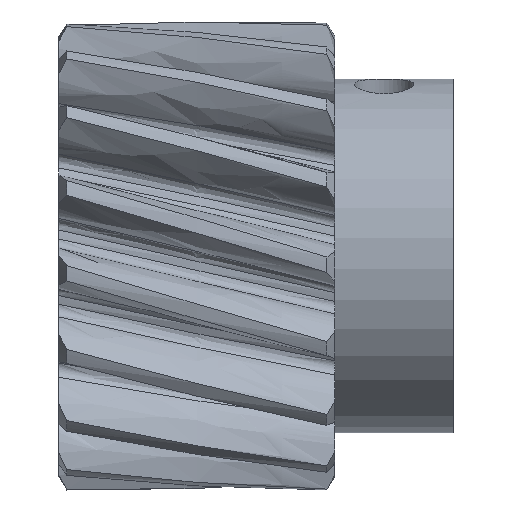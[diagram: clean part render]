
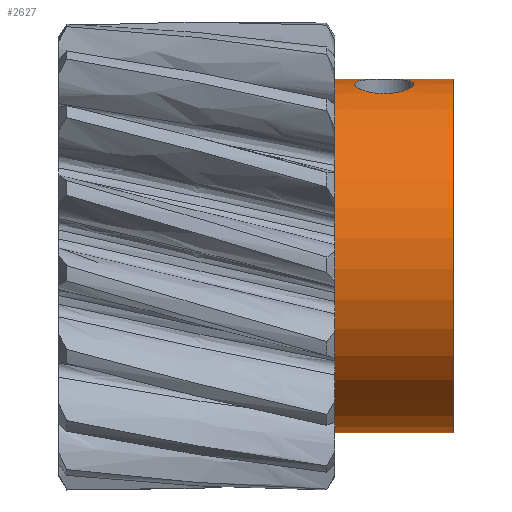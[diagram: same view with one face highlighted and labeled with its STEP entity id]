
A CAD part, front view. The second image highlights one B-rep face of the part: STEP entity #2627.
In plain terms, the highlighted cylindrical face has radius 9 mm (diameter 18 mm), a full revolution.
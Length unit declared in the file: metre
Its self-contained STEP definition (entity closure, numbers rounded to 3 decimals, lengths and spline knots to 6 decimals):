
#277=B_SPLINE_CURVE_WITH_KNOTS('',3,(#3506,#3507,#3508,#3509,#3510,#3511,
#3512,#3513,#3514,#3515,#3516),.UNSPECIFIED.,.T.,.F.,(1,1,1,1,1,1,1,1,1,
1,1,1,1,1,1),(-0.003523,-0.002349,-0.001174,
0.,0.001174,0.002349,0.003523,0.004697,
0.005872,0.007046,0.00822,0.009395,
0.010569,0.011743,0.012918),.UNSPECIFIED.);
#279=B_SPLINE_CURVE_WITH_KNOTS('',3,(#3592,#3593,#3594,#3595,#3596,#3597,
#3598,#3599,#3600,#3601,#3602),.UNSPECIFIED.,.T.,.F.,(1,1,1,1,1,1,1,1,1,
1,1,1,1,1,1),(-0.003523,-0.002349,-0.001174,
0.,0.001174,0.002349,0.003523,0.004697,
0.005872,0.007046,0.00822,0.009395,
0.010569,0.011743,0.012918),.UNSPECIFIED.);
#499=ORIENTED_EDGE('',*,*,#1369,.T.);
#500=ORIENTED_EDGE('',*,*,#1370,.F.);
#501=ORIENTED_EDGE('',*,*,#1340,.F.);
#502=ORIENTED_EDGE('',*,*,#1371,.F.);
#1340=EDGE_CURVE('',#1784,#1784,#277,.F.);
#1369=EDGE_CURVE('',#1805,#1805,#2087,.T.);
#1370=EDGE_CURVE('',#1806,#1806,#2088,.T.);
#1371=EDGE_CURVE('',#1807,#1807,#279,.F.);
#1784=VERTEX_POINT('',#3517);
#1805=VERTEX_POINT('',#3589);
#1806=VERTEX_POINT('',#3591);
#1807=VERTEX_POINT('',#3603);
#2087=CIRCLE('',#2800,0.009);
#2088=CIRCLE('',#2801,0.009);
#2245=EDGE_LOOP('',(#499));
#2246=EDGE_LOOP('',(#500));
#2247=EDGE_LOOP('',(#501));
#2248=EDGE_LOOP('',(#502));
#2419=FACE_BOUND('',#2245,.T.);
#2420=FACE_BOUND('',#2246,.T.);
#2421=FACE_BOUND('',#2247,.T.);
#2422=FACE_BOUND('',#2248,.T.);
#2577=CYLINDRICAL_SURFACE('',#2799,0.009);
#2627=ADVANCED_FACE('',(#2419,#2420,#2421,#2422),#2577,.T.);
#2799=AXIS2_PLACEMENT_3D('',#3587,#3072,#3073);
#2800=AXIS2_PLACEMENT_3D('',#3588,#3074,#3075);
#2801=AXIS2_PLACEMENT_3D('',#3590,#3076,#3077);
#3072=DIRECTION('',(-1.,0.,0.));
#3073=DIRECTION('',(0.,0.246,-0.969));
#3074=DIRECTION('',(1.,0.,0.));
#3075=DIRECTION('',(0.,-0.246,0.969));
#3076=DIRECTION('',(1.,0.,0.));
#3077=DIRECTION('',(0.,-0.246,0.969));
#3506=CARTESIAN_POINT('',(-0.148623,0.034664,0.017293));
#3507=CARTESIAN_POINT('',(-0.1498,0.034214,0.01708));
#3508=CARTESIAN_POINT('',(-0.150976,0.034664,0.017293));
#3509=CARTESIAN_POINT('',(-0.151462,0.035778,0.017672));
#3510=CARTESIAN_POINT('',(-0.150976,0.036942,0.01787));
#3511=CARTESIAN_POINT('',(-0.1498,0.037437,0.017898));
#3512=CARTESIAN_POINT('',(-0.148626,0.036943,0.01787));
#3513=CARTESIAN_POINT('',(-0.148138,0.035781,0.017673));
#3514=CARTESIAN_POINT('',(-0.148623,0.034664,0.017293));
#3515=CARTESIAN_POINT('',(-0.1498,0.034214,0.01708));
#3516=CARTESIAN_POINT('',(-0.150976,0.034664,0.017293));
#3517=CARTESIAN_POINT('',(-0.1498,0.034364,0.017151));
#3587=CARTESIAN_POINT('',(-0.1463,0.038,0.008918));
#3588=CARTESIAN_POINT('',(-0.1523,0.038,0.008918));
#3589=CARTESIAN_POINT('',(-0.1523,0.035787,0.017642));
#3590=CARTESIAN_POINT('',(-0.1463,0.038,0.008918));
#3591=CARTESIAN_POINT('',(-0.1463,0.035787,0.017642));
#3592=CARTESIAN_POINT('',(-0.148623,0.04628,0.005355));
#3593=CARTESIAN_POINT('',(-0.1498,0.046448,0.005823));
#3594=CARTESIAN_POINT('',(-0.150976,0.046281,0.005356));
#3595=CARTESIAN_POINT('',(-0.151462,0.045761,0.004299));
#3596=CARTESIAN_POINT('',(-0.150976,0.045078,0.003336));
#3597=CARTESIAN_POINT('',(-0.1498,0.044748,0.002967));
#3598=CARTESIAN_POINT('',(-0.148626,0.045077,0.003335));
#3599=CARTESIAN_POINT('',(-0.148138,0.045759,0.004297));
#3600=CARTESIAN_POINT('',(-0.148623,0.04628,0.005355));
#3601=CARTESIAN_POINT('',(-0.1498,0.046448,0.005823));
#3602=CARTESIAN_POINT('',(-0.150976,0.046281,0.005356));
#3603=CARTESIAN_POINT('',(-0.1498,0.046392,0.005667));
